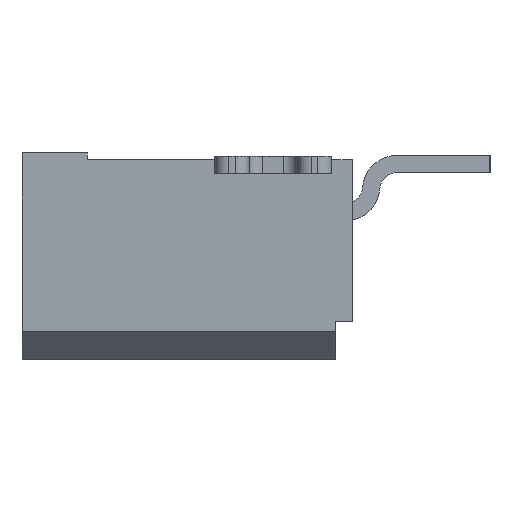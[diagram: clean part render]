
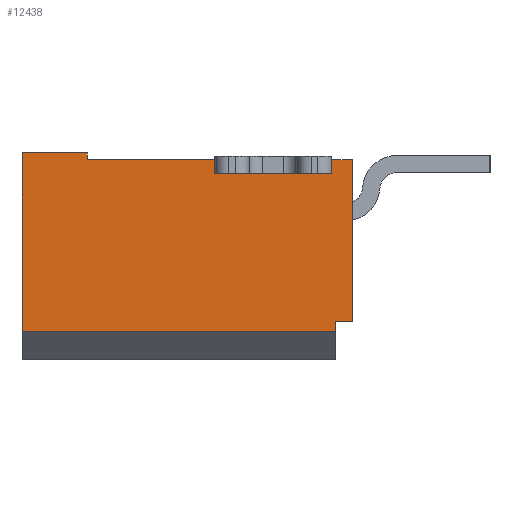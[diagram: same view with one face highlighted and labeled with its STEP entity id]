
A CAD part, left-side view. The second image highlights one B-rep face of the part: STEP entity #12438.
In plain terms, the highlighted planar face has unit normal (-1, 0, 0).
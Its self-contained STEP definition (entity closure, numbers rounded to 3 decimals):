
#172 = EDGE_CURVE ( 'NONE', #26409, #10317, #21563, .T. ) ;
#186 = VERTEX_POINT ( 'NONE', #10055 ) ;
#379 = LINE ( 'NONE', #22393, #18182 ) ;
#447 = CARTESIAN_POINT ( 'NONE',  ( -16.9, -0.95, 0. ) ) ;
#565 = DIRECTION ( 'NONE',  ( 1., 0., 0. ) ) ;
#572 = LINE ( 'NONE', #11376, #15391 ) ;
#645 = DIRECTION ( 'NONE',  ( 0., 1., 0. ) ) ;
#1328 = ORIENTED_EDGE ( 'NONE', *, *, #17534, .F. ) ;
#1604 = VECTOR ( 'NONE', #22571, 1000. ) ;
#1693 = VECTOR ( 'NONE', #16506, 1000. ) ;
#2453 = ORIENTED_EDGE ( 'NONE', *, *, #24470, .T. ) ;
#3196 = CARTESIAN_POINT ( 'NONE',  ( -16.9, -4.55, -2.45 ) ) ;
#3451 = ORIENTED_EDGE ( 'NONE', *, *, #4898, .T. ) ;
#3619 = ORIENTED_EDGE ( 'NONE', *, *, #11409, .T. ) ;
#4343 = DIRECTION ( 'NONE',  ( 0., 1., 0. ) ) ;
#4687 = LINE ( 'NONE', #26845, #25680 ) ;
#4831 = VERTEX_POINT ( 'NONE', #11779 ) ;
#4898 = EDGE_CURVE ( 'NONE', #186, #5903, #9756, .T. ) ;
#5078 = EDGE_CURVE ( 'NONE', #22528, #27124, #12662, .T. ) ;
#5734 = VERTEX_POINT ( 'NONE', #20770 ) ;
#5749 = CARTESIAN_POINT ( 'NONE',  ( -16.9, -4.5, -0.3 ) ) ;
#5903 = VERTEX_POINT ( 'NONE', #447 ) ;
#5930 = CARTESIAN_POINT ( 'NONE',  ( -16.9, -4.5, -0.3 ) ) ;
#6170 = VECTOR ( 'NONE', #24681, 1000. ) ;
#6204 = LINE ( 'NONE', #5930, #6350 ) ;
#6350 = VECTOR ( 'NONE', #23909, 1000. ) ;
#6712 = CARTESIAN_POINT ( 'NONE',  ( -16.9, -4.5, -0.1 ) ) ;
#6881 = ORIENTED_EDGE ( 'NONE', *, *, #172, .F. ) ;
#7273 = LINE ( 'NONE', #16146, #6170 ) ;
#7348 = CARTESIAN_POINT ( 'NONE',  ( -16.9, -2.8, -0.1 ) ) ;
#8386 = CARTESIAN_POINT ( 'NONE',  ( -16.9, -4.8, -0.1 ) ) ;
#8735 = VERTEX_POINT ( 'NONE', #7348 ) ;
#8827 = VECTOR ( 'NONE', #17869, 1000. ) ;
#9756 = LINE ( 'NONE', #25437, #1604 ) ;
#10055 = CARTESIAN_POINT ( 'NONE',  ( -16.9, -0.95, -0.1 ) ) ;
#10317 = VERTEX_POINT ( 'NONE', #16238 ) ;
#10363 = VECTOR ( 'NONE', #15232, 1000. ) ;
#10685 = DIRECTION ( 'NONE',  ( 0., 1., 0. ) ) ;
#11376 = CARTESIAN_POINT ( 'NONE',  ( -16.9, -4.55, -2.45 ) ) ;
#11409 = EDGE_CURVE ( 'NONE', #22528, #20284, #6204, .T. ) ;
#11534 = VERTEX_POINT ( 'NONE', #15649 ) ;
#11779 = CARTESIAN_POINT ( 'NONE',  ( -16.9, -4.55, -2.6 ) ) ;
#12438 = ADVANCED_FACE ( 'NONE', ( #13511 ), #17962, .F. ) ;
#12662 = LINE ( 'NONE', #14951, #14438 ) ;
#13511 = FACE_OUTER_BOUND ( 'NONE', #26157, .T. ) ;
#14036 = EDGE_CURVE ( 'NONE', #20284, #8735, #15701, .T. ) ;
#14421 = LINE ( 'NONE', #8386, #18115 ) ;
#14438 = VECTOR ( 'NONE', #21445, 1000. ) ;
#14837 = CARTESIAN_POINT ( 'NONE',  ( -16.9, 0., 0. ) ) ;
#14951 = CARTESIAN_POINT ( 'NONE',  ( -16.9, -4.5, -0.3 ) ) ;
#15232 = DIRECTION ( 'NONE',  ( 0., 0., 1. ) ) ;
#15391 = VECTOR ( 'NONE', #26925, 1000. ) ;
#15459 = CARTESIAN_POINT ( 'NONE',  ( -16.9, -2.8, -0.3 ) ) ;
#15649 = CARTESIAN_POINT ( 'NONE',  ( -16.9, -4.55, -2.45 ) ) ;
#15701 = LINE ( 'NONE', #22077, #8827 ) ;
#16146 = CARTESIAN_POINT ( 'NONE',  ( -16.9, 0., -2.6 ) ) ;
#16212 = VECTOR ( 'NONE', #20749, 1000. ) ;
#16238 = CARTESIAN_POINT ( 'NONE',  ( -16.9, -4.8, -2.45 ) ) ;
#16506 = DIRECTION ( 'NONE',  ( 0., 0., -1. ) ) ;
#17239 = EDGE_CURVE ( 'NONE', #11534, #4831, #572, .T. ) ;
#17406 = CARTESIAN_POINT ( 'NONE',  ( -16.9, 0., -2.6 ) ) ;
#17534 = EDGE_CURVE ( 'NONE', #186, #8735, #379, .T. ) ;
#17869 = DIRECTION ( 'NONE',  ( 0., 0., 1. ) ) ;
#17962 = PLANE ( 'NONE',  #19648 ) ;
#18044 = DIRECTION ( 'NONE',  ( 0., -1., 0. ) ) ;
#18115 = VECTOR ( 'NONE', #10685, 1000. ) ;
#18182 = VECTOR ( 'NONE', #18044, 1000. ) ;
#18478 = ORIENTED_EDGE ( 'NONE', *, *, #20415, .T. ) ;
#19112 = CARTESIAN_POINT ( 'NONE',  ( -16.9, -4.8, -0.1 ) ) ;
#19467 = CARTESIAN_POINT ( 'NONE',  ( -16.9, -4.8, -0.1 ) ) ;
#19597 = ORIENTED_EDGE ( 'NONE', *, *, #17239, .F. ) ;
#19648 = AXIS2_PLACEMENT_3D ( 'NONE', #22310, #565, #4343 ) ;
#19736 = EDGE_CURVE ( 'NONE', #11534, #10317, #22912, .T. ) ;
#20284 = VERTEX_POINT ( 'NONE', #15459 ) ;
#20304 = ORIENTED_EDGE ( 'NONE', *, *, #24975, .F. ) ;
#20415 = EDGE_CURVE ( 'NONE', #5734, #4831, #7273, .T. ) ;
#20724 = ORIENTED_EDGE ( 'NONE', *, *, #14036, .T. ) ;
#20749 = DIRECTION ( 'NONE',  ( 0., -1., 0. ) ) ;
#20770 = CARTESIAN_POINT ( 'NONE',  ( -16.9, 0., -2.6 ) ) ;
#21445 = DIRECTION ( 'NONE',  ( 0., 0., 1. ) ) ;
#21563 = LINE ( 'NONE', #19112, #1693 ) ;
#21780 = ORIENTED_EDGE ( 'NONE', *, *, #28059, .T. ) ;
#22077 = CARTESIAN_POINT ( 'NONE',  ( -16.9, -2.8, -0.3 ) ) ;
#22310 = CARTESIAN_POINT ( 'NONE',  ( -16.9, -2.4, -1.3 ) ) ;
#22393 = CARTESIAN_POINT ( 'NONE',  ( -16.9, -0.95, -0.1 ) ) ;
#22528 = VERTEX_POINT ( 'NONE', #5749 ) ;
#22571 = DIRECTION ( 'NONE',  ( 0., 0., 1. ) ) ;
#22912 = LINE ( 'NONE', #3196, #16212 ) ;
#23909 = DIRECTION ( 'NONE',  ( 0., 1., 0. ) ) ;
#23931 = ORIENTED_EDGE ( 'NONE', *, *, #19736, .T. ) ;
#24470 = EDGE_CURVE ( 'NONE', #26409, #27124, #14421, .T. ) ;
#24513 = VERTEX_POINT ( 'NONE', #14837 ) ;
#24681 = DIRECTION ( 'NONE',  ( 0., -1., 0. ) ) ;
#24975 = EDGE_CURVE ( 'NONE', #5734, #24513, #28382, .T. ) ;
#25437 = CARTESIAN_POINT ( 'NONE',  ( -16.9, -0.95, -0.1 ) ) ;
#25680 = VECTOR ( 'NONE', #645, 1000. ) ;
#26157 = EDGE_LOOP ( 'NONE', ( #3451, #21780, #20304, #18478, #19597, #23931, #6881, #2453, #26615, #3619, #20724, #1328 ) ) ;
#26409 = VERTEX_POINT ( 'NONE', #19467 ) ;
#26615 = ORIENTED_EDGE ( 'NONE', *, *, #5078, .F. ) ;
#26845 = CARTESIAN_POINT ( 'NONE',  ( -16.9, -0.95, 0. ) ) ;
#26925 = DIRECTION ( 'NONE',  ( 0., 0., -1. ) ) ;
#27124 = VERTEX_POINT ( 'NONE', #6712 ) ;
#28059 = EDGE_CURVE ( 'NONE', #5903, #24513, #4687, .T. ) ;
#28382 = LINE ( 'NONE', #17406, #10363 ) ;
